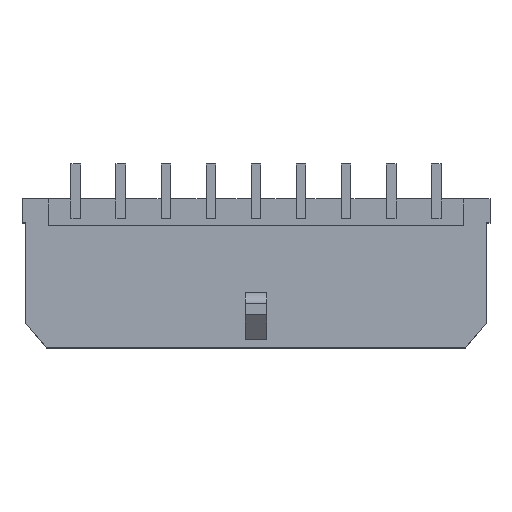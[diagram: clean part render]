
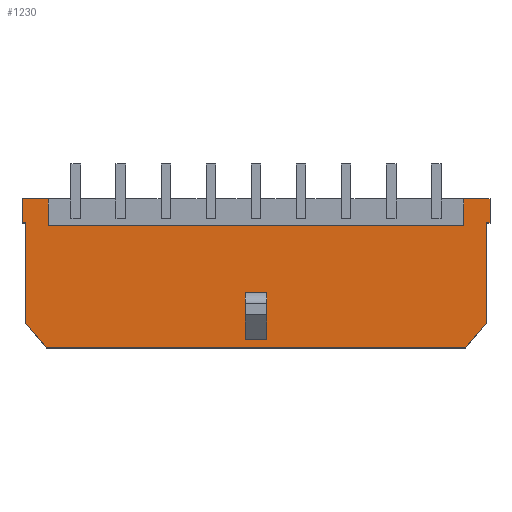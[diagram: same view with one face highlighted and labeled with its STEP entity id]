
A CAD part, top view. The second image highlights one B-rep face of the part: STEP entity #1230.
In plain terms, the highlighted planar face has unit normal (0, 0, 1).
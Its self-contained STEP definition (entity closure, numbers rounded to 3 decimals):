
#72 = VERTEX_POINT('',#73);
#73 = CARTESIAN_POINT('',(-15.325,3.755,7.65));
#79 = EDGE_CURVE('',#72,#80,#82,.T.);
#80 = VERTEX_POINT('',#81);
#81 = CARTESIAN_POINT('',(-15.325,-2.905,7.65));
#82 = LINE('',#83,#84);
#83 = CARTESIAN_POINT('',(-15.325,3.755,7.65));
#84 = VECTOR('',#85,1.);
#85 = DIRECTION('',(0.,-1.,0.));
#865 = VERTEX_POINT('',#866);
#866 = CARTESIAN_POINT('',(15.325,-2.905,7.65));
#872 = EDGE_CURVE('',#873,#865,#875,.T.);
#873 = VERTEX_POINT('',#874);
#874 = CARTESIAN_POINT('',(15.325,3.755,7.65));
#875 = LINE('',#876,#877);
#876 = CARTESIAN_POINT('',(15.325,3.755,7.65));
#877 = VECTOR('',#878,1.);
#878 = DIRECTION('',(0.,-1.,0.));
#1092 = VERTEX_POINT('',#1093);
#1093 = CARTESIAN_POINT('',(13.94,-4.555,7.65));
#1099 = EDGE_CURVE('',#865,#1092,#1100,.T.);
#1100 = LINE('',#1101,#1102);
#1101 = CARTESIAN_POINT('',(15.325,-2.905,7.65));
#1102 = VECTOR('',#1103,1.);
#1103 = DIRECTION('',(-0.643,-0.766,
    0.));
#1180 = EDGE_CURVE('',#1181,#80,#1183,.T.);
#1181 = VERTEX_POINT('',#1182);
#1182 = CARTESIAN_POINT('',(-13.94,-4.555,7.65));
#1183 = LINE('',#1184,#1185);
#1184 = CARTESIAN_POINT('',(-13.94,-4.555,7.65));
#1185 = VECTOR('',#1186,1.);
#1186 = DIRECTION('',(-0.643,0.766,
    0.));
#1230 = ADVANCED_FACE('',(#1231,#1313),#1347,.T.);
#1231 = FACE_BOUND('',#1232,.F.);
#1232 = EDGE_LOOP('',(#1233,#1243,#1251,#1259,#1267,#1275,#1281,#1282,
    #1283,#1289,#1290,#1291,#1299,#1307));
#1233 = ORIENTED_EDGE('',*,*,#1234,.T.);
#1234 = EDGE_CURVE('',#1235,#1237,#1239,.T.);
#1235 = VERTEX_POINT('',#1236);
#1236 = CARTESIAN_POINT('',(-13.825,5.355,7.65));
#1237 = VERTEX_POINT('',#1238);
#1238 = CARTESIAN_POINT('',(-13.825,3.605,7.65));
#1239 = LINE('',#1240,#1241);
#1240 = CARTESIAN_POINT('',(-13.825,5.355,7.65));
#1241 = VECTOR('',#1242,1.);
#1242 = DIRECTION('',(0.,-1.,0.));
#1243 = ORIENTED_EDGE('',*,*,#1244,.T.);
#1244 = EDGE_CURVE('',#1237,#1245,#1247,.T.);
#1245 = VERTEX_POINT('',#1246);
#1246 = CARTESIAN_POINT('',(13.825,3.605,7.65));
#1247 = LINE('',#1248,#1249);
#1248 = CARTESIAN_POINT('',(-13.825,3.605,7.65));
#1249 = VECTOR('',#1250,1.);
#1250 = DIRECTION('',(1.,0.,0.));
#1251 = ORIENTED_EDGE('',*,*,#1252,.F.);
#1252 = EDGE_CURVE('',#1253,#1245,#1255,.T.);
#1253 = VERTEX_POINT('',#1254);
#1254 = CARTESIAN_POINT('',(13.825,5.355,7.65));
#1255 = LINE('',#1256,#1257);
#1256 = CARTESIAN_POINT('',(13.825,5.355,7.65));
#1257 = VECTOR('',#1258,1.);
#1258 = DIRECTION('',(0.,-1.,0.));
#1259 = ORIENTED_EDGE('',*,*,#1260,.F.);
#1260 = EDGE_CURVE('',#1261,#1253,#1263,.T.);
#1261 = VERTEX_POINT('',#1262);
#1262 = CARTESIAN_POINT('',(15.575,5.355,7.65));
#1263 = LINE('',#1264,#1265);
#1264 = CARTESIAN_POINT('',(15.575,5.355,7.65));
#1265 = VECTOR('',#1266,1.);
#1266 = DIRECTION('',(-1.,0.,0.));
#1267 = ORIENTED_EDGE('',*,*,#1268,.F.);
#1268 = EDGE_CURVE('',#1269,#1261,#1271,.T.);
#1269 = VERTEX_POINT('',#1270);
#1270 = CARTESIAN_POINT('',(15.575,3.755,7.65));
#1271 = LINE('',#1272,#1273);
#1272 = CARTESIAN_POINT('',(15.575,3.755,7.65));
#1273 = VECTOR('',#1274,1.);
#1274 = DIRECTION('',(0.,1.,0.));
#1275 = ORIENTED_EDGE('',*,*,#1276,.F.);
#1276 = EDGE_CURVE('',#873,#1269,#1277,.T.);
#1277 = LINE('',#1278,#1279);
#1278 = CARTESIAN_POINT('',(15.325,3.755,7.65));
#1279 = VECTOR('',#1280,1.);
#1280 = DIRECTION('',(1.,0.,0.));
#1281 = ORIENTED_EDGE('',*,*,#872,.T.);
#1282 = ORIENTED_EDGE('',*,*,#1099,.T.);
#1283 = ORIENTED_EDGE('',*,*,#1284,.F.);
#1284 = EDGE_CURVE('',#1181,#1092,#1285,.T.);
#1285 = LINE('',#1286,#1287);
#1286 = CARTESIAN_POINT('',(-13.94,-4.555,7.65));
#1287 = VECTOR('',#1288,1.);
#1288 = DIRECTION('',(1.,0.,0.));
#1289 = ORIENTED_EDGE('',*,*,#1180,.T.);
#1290 = ORIENTED_EDGE('',*,*,#79,.F.);
#1291 = ORIENTED_EDGE('',*,*,#1292,.F.);
#1292 = EDGE_CURVE('',#1293,#72,#1295,.T.);
#1293 = VERTEX_POINT('',#1294);
#1294 = CARTESIAN_POINT('',(-15.575,3.755,7.65));
#1295 = LINE('',#1296,#1297);
#1296 = CARTESIAN_POINT('',(-15.575,3.755,7.65));
#1297 = VECTOR('',#1298,1.);
#1298 = DIRECTION('',(1.,0.,0.));
#1299 = ORIENTED_EDGE('',*,*,#1300,.F.);
#1300 = EDGE_CURVE('',#1301,#1293,#1303,.T.);
#1301 = VERTEX_POINT('',#1302);
#1302 = CARTESIAN_POINT('',(-15.575,5.355,7.65));
#1303 = LINE('',#1304,#1305);
#1304 = CARTESIAN_POINT('',(-15.575,5.355,7.65));
#1305 = VECTOR('',#1306,1.);
#1306 = DIRECTION('',(0.,-1.,0.));
#1307 = ORIENTED_EDGE('',*,*,#1308,.F.);
#1308 = EDGE_CURVE('',#1235,#1301,#1309,.T.);
#1309 = LINE('',#1310,#1311);
#1310 = CARTESIAN_POINT('',(-13.825,5.355,7.65));
#1311 = VECTOR('',#1312,1.);
#1312 = DIRECTION('',(-1.,0.,0.));
#1313 = FACE_BOUND('',#1314,.F.);
#1314 = EDGE_LOOP('',(#1315,#1325,#1333,#1341));
#1315 = ORIENTED_EDGE('',*,*,#1316,.F.);
#1316 = EDGE_CURVE('',#1317,#1319,#1321,.T.);
#1317 = VERTEX_POINT('',#1318);
#1318 = CARTESIAN_POINT('',(-0.7,-4.015,7.65));
#1319 = VERTEX_POINT('',#1320);
#1320 = CARTESIAN_POINT('',(-0.7,-0.855,7.65));
#1321 = LINE('',#1322,#1323);
#1322 = CARTESIAN_POINT('',(-0.7,-4.015,7.65));
#1323 = VECTOR('',#1324,1.);
#1324 = DIRECTION('',(0.,1.,0.));
#1325 = ORIENTED_EDGE('',*,*,#1326,.T.);
#1326 = EDGE_CURVE('',#1317,#1327,#1329,.T.);
#1327 = VERTEX_POINT('',#1328);
#1328 = CARTESIAN_POINT('',(0.7,-4.015,7.65));
#1329 = LINE('',#1330,#1331);
#1330 = CARTESIAN_POINT('',(-0.7,-4.015,7.65));
#1331 = VECTOR('',#1332,1.);
#1332 = DIRECTION('',(1.,0.,0.));
#1333 = ORIENTED_EDGE('',*,*,#1334,.T.);
#1334 = EDGE_CURVE('',#1327,#1335,#1337,.T.);
#1335 = VERTEX_POINT('',#1336);
#1336 = CARTESIAN_POINT('',(0.7,-0.855,7.65));
#1337 = LINE('',#1338,#1339);
#1338 = CARTESIAN_POINT('',(0.7,-4.015,7.65));
#1339 = VECTOR('',#1340,1.);
#1340 = DIRECTION('',(0.,1.,0.));
#1341 = ORIENTED_EDGE('',*,*,#1342,.F.);
#1342 = EDGE_CURVE('',#1319,#1335,#1343,.T.);
#1343 = LINE('',#1344,#1345);
#1344 = CARTESIAN_POINT('',(-0.7,-0.855,7.65));
#1345 = VECTOR('',#1346,1.);
#1346 = DIRECTION('',(1.,0.,0.));
#1347 = PLANE('',#1348);
#1348 = AXIS2_PLACEMENT_3D('',#1349,#1350,#1351);
#1349 = CARTESIAN_POINT('',(-15.325,5.355,7.65));
#1350 = DIRECTION('',(0.,0.,1.));
#1351 = DIRECTION('',(0.,-1.,0.));
